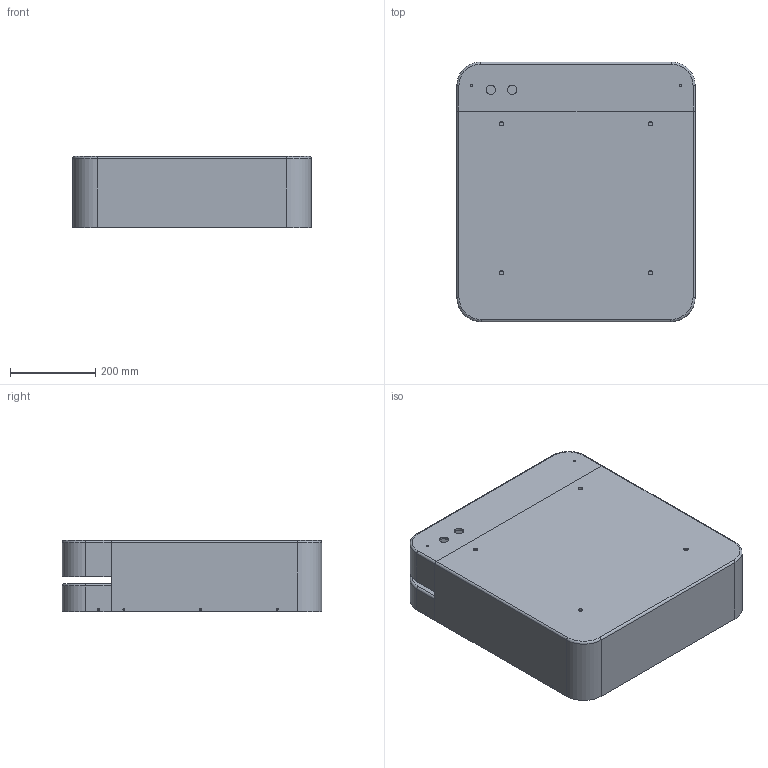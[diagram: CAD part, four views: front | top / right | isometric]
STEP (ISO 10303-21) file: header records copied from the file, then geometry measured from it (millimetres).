
FILE_DESCRIPTION(('FreeCAD Model'),'2;1');
FILE_NAME('Open CASCADE Shape Model','2024-01-23T00:22:01',(''),(''), 'Open CASCADE STEP processor 7.6','FreeCAD','Unknown');
FILE_SCHEMA(('AUTOMOTIVE_DESIGN { 1 0 10303 214 1 1 1 1 }'));
Length unit declared in the file: millimetre
Products named in the file (6): assy; base_001; AGV02-102A_Front cover 1_001; AGV02-103A_Front cover 2_001; frame_set2_001; AGV02-104A_Top cover_001
Assembly tree (5 placements, depth 2):
  assy
    base_001
    AGV02-102A_Front cover 1_001
    AGV02-103A_Front cover 2_001
    frame_set2_001
    AGV02-104A_Top cover_001
Bounding box: 560 x 610 x 167 mm (x, y, z)
Volume: 8543617.8 mm3; surface area: 2741756.5 mm2
Topology: 16 solids, 17 shells, 642 faces, 1789 edges, 1185 vertices
Faces by surface type: plane 441, cylinder 184, cone 11, torus 6
Full cylindrical faces by diameter (mm): 3 x11, 4.2 x28, 5 x6, 6.8 x11, 7 x14, 10 x4, 18 x2, 22 x2, 60 x4
Entity records: 45177 total; most frequent: CARTESIAN_POINT 8046, DIRECTION 6907, LINE 4614, VECTOR 4614, ORIENTED_EDGE 3578, PCURVE 3578, DEFINITIONAL_REPRESENTATION 3578, EDGE_CURVE 1789
